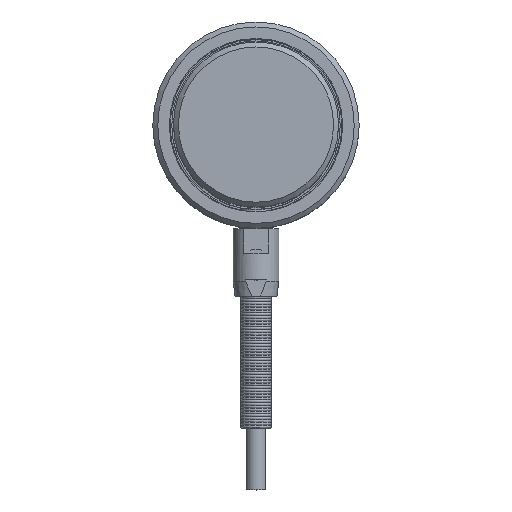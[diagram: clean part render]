
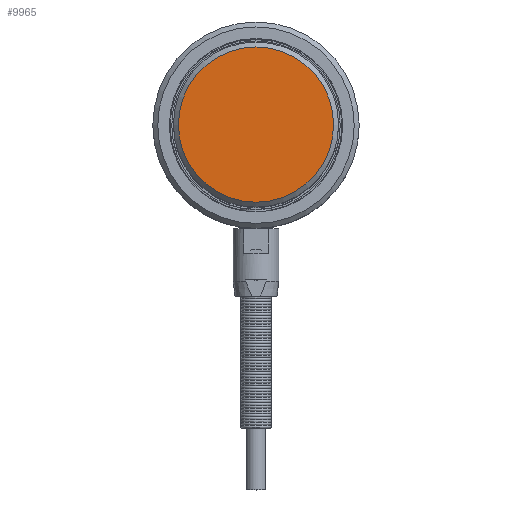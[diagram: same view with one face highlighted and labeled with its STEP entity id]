
A CAD part, top view. The second image highlights one B-rep face of the part: STEP entity #9965.
In plain terms, the highlighted planar face has unit normal (0, 0, 1).
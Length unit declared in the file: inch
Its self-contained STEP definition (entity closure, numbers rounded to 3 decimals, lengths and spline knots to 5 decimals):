
#1107=CARTESIAN_POINT('',(0.47,0.,2.4615));
#1108=VERTEX_POINT('',#1107);
#1109=CARTESIAN_POINT('',(0.,0.0,2.4615));
#1110=DIRECTION('',(0.0,0.0,-1.0));
#1111=DIRECTION('',(-1.0,0.0,0.0));
#1112=AXIS2_PLACEMENT_3D('',#1109,#1110,#1111);
#1113=CIRCLE('',#1112,0.47);
#1114=EDGE_CURVE('',#1108,#1108,#1113,.T.);
#9957=CARTESIAN_POINT('',(0.25,0.0,2.4615));
#9958=DIRECTION('',(0.0,0.0,1.0));
#9959=DIRECTION('',(1.0,0.0,0.0));
#9960=AXIS2_PLACEMENT_3D('',#9957,#9958,#9959);
#9961=PLANE('',#9960);
#9962=ORIENTED_EDGE('',*,*,#1114,.F.);
#9963=EDGE_LOOP('',(#9962));
#9964=FACE_OUTER_BOUND('',#9963,.T.);
#9965=ADVANCED_FACE('',(#9964),#9961,.T.);
